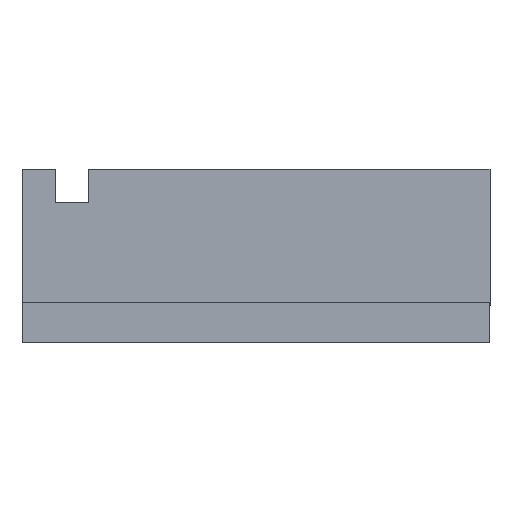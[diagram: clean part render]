
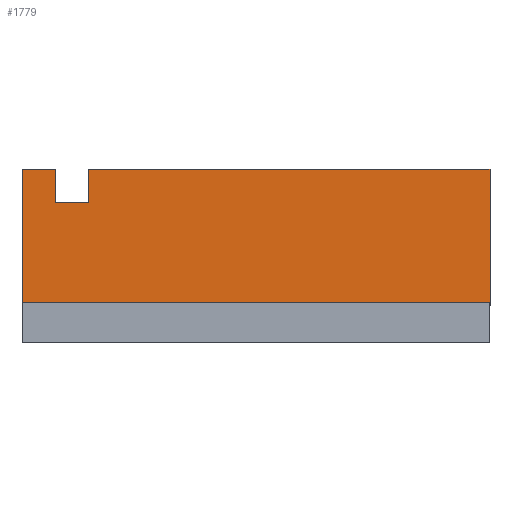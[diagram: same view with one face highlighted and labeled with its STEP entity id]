
A CAD part, left-side view. The second image highlights one B-rep face of the part: STEP entity #1779.
In plain terms, the highlighted planar face has unit normal (-1, 0, 0).
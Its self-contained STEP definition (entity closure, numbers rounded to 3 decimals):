
#1273=CARTESIAN_POINT('POINT87',(-54.,-70.,
   12.));
#1274=VERTEX_POINT('VERTEX87',#1273);
#1275=CARTESIAN_POINT('POINT88',(-54.,70.,12.));
#1276=VERTEX_POINT('VERTEX88',#1275);
#1277=CARTESIAN_POINT('POS132',(-54.,-35.,12.));
#1278=DIRECTION('DIR203',(0.,1.,
   0.));
#1279=VECTOR('VEC61',#1278,1.);
#1280=LINE('STRAIGHT61',#1277,#1279);
#1281=EDGE_CURVE('EDGE123',#1274,#1276,#1280,.T.);
#1372=CARTESIAN_POINT('POINT97',(-54.,60.,42.));
#1373=VERTEX_POINT('VERTEX97',#1372);
#1380=CARTESIAN_POINT('POINT98',(-54.,50.,42.));
#1381=VERTEX_POINT('VERTEX98',#1380);
#1382=CARTESIAN_POINT('POS145',(-54.,-7.5,
   42.));
#1383=DIRECTION('DIR220',(0.,1.,
   0.));
#1384=VECTOR('VEC70',#1383,1.);
#1385=LINE('STRAIGHT70',#1382,#1384);
#1386=EDGE_CURVE('EDGE134',#1381,#1373,#1385,.T.);
#1411=CARTESIAN_POINT('POINT100',(-54.,60.,52.));
#1412=VERTEX_POINT('VERTEX100',#1411);
#1419=CARTESIAN_POINT('POS150',(-54.,60.,32.));
#1420=DIRECTION('DIR226',(0.,0.,1.));
#1421=VECTOR('VEC74',#1420,1.);
#1422=LINE('STRAIGHT74',#1419,#1421);
#1423=EDGE_CURVE('EDGE138',#1373,#1412,#1422,.T.);
#1442=CARTESIAN_POINT('POINT102',(-54.,70.,52.));
#1443=VERTEX_POINT('VERTEX102',#1442);
#1450=CARTESIAN_POINT('POS154',(-54.,-70.,
   52.));
#1451=DIRECTION('DIR231',(0.,1.,0.));
#1452=VECTOR('VEC77',#1451,1.);
#1453=LINE('STRAIGHT77',#1450,#1452);
#1454=EDGE_CURVE('EDGE141',#1412,#1443,#1453,.T.);
#1465=CARTESIAN_POINT('POS156',(-54.,70.,12.));
#1466=DIRECTION('DIR234',(0.,0.,1.));
#1467=VECTOR('VEC78',#1466,1.);
#1468=LINE('STRAIGHT78',#1465,#1467);
#1469=EDGE_CURVE('EDGE142',#1276,#1443,#1468,.T.);
#1749=CARTESIAN_POINT('POINT119',(-54.,50.,52.));
#1750=VERTEX_POINT('VERTEX119',#1749);
#1751=CARTESIAN_POINT('POS189',(-54.,50.,32.));
#1752=DIRECTION('DIR280',(0.,0.,-1.));
#1753=VECTOR('VEC98',#1752,1.);
#1754=LINE('STRAIGHT98',#1751,#1753);
#1755=EDGE_CURVE('EDGE168',#1750,#1381,#1754,.T.);
#1756=ORIENTED_EDGE('COEDGE287',*,*,#1755,.T.);
#1757=ORIENTED_EDGE('COEDGE288',*,*,#1386,.T.);
#1758=ORIENTED_EDGE('COEDGE289',*,*,#1423,.T.);
#1759=ORIENTED_EDGE('COEDGE290',*,*,#1454,.T.);
#1760=ORIENTED_EDGE('COEDGE291',*,*,#1469,.F.);
#1761=ORIENTED_EDGE('COEDGE292',*,*,#1281,.F.);
#1762=CARTESIAN_POINT('POINT120',(-54.,-70.,
   52.));
#1763=VERTEX_POINT('VERTEX120',#1762);
#1764=CARTESIAN_POINT('POS190',(-54.,-70.,
   12.));
#1765=DIRECTION('DIR281',(0.,0.,1.));
#1766=VECTOR('VEC99',#1765,1.);
#1767=LINE('STRAIGHT99',#1764,#1766);
#1768=EDGE_CURVE('EDGE169',#1274,#1763,#1767,.T.);
#1769=ORIENTED_EDGE('COEDGE293',*,*,#1768,.T.);
#1770=EDGE_CURVE('EDGE170',#1763,#1750,#1453,.T.);
#1771=ORIENTED_EDGE('COEDGE294',*,*,#1770,.T.);
#1772=EDGE_LOOP('NONE',(#1756,#1757,#1758,#1759,#1760,#1761,#1769,#1771)
   );
#1773=FACE_BOUND('LOOP1',#1772,.T.);
#1774=CARTESIAN_POINT('POS191',(-54.,-70.,
   12.));
#1775=DIRECTION('DIR282',(-1.,0.,0.));
#1776=DIRECTION('DIR283',(0.,1.,0.));
#1777=AXIS2_PLACEMENT_3D('AXIS92',#1774,#1775,#1776);
#1778=PLANE('PLANE27',#1777);
#1779=ADVANCED_FACE('FACE63',(#1773),#1778,.T.);
